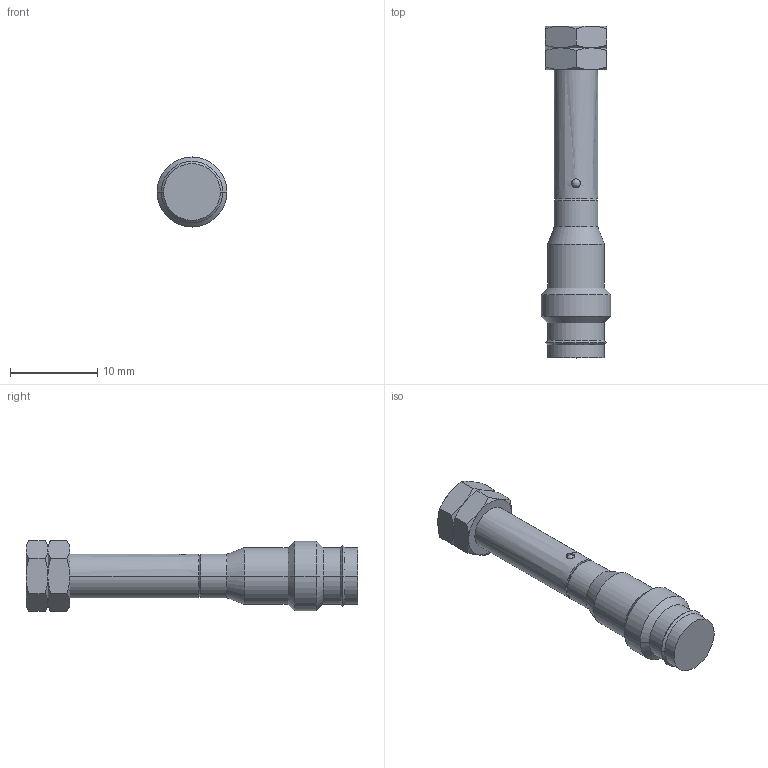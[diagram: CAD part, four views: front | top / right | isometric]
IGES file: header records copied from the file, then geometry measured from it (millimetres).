
Start section:  PTC IGES file: dw-as-503-m5.igs
Global section: file name: dw-as-503-m5.igs; native system:  by Parametric Technology Corporation; preprocessor: 2010230; organization: Unknown; date: 20110216.115732; units: millimetre
Bounding box: 8 x 38 x 8.08 mm (x, y, z)
Volume: 1103.5 mm3; surface area: 848 mm2
Topology: 1 solids, 1 shells, 67 faces, 138 edges, 74 vertices
Faces by surface type: revolution 51, bspline 16
